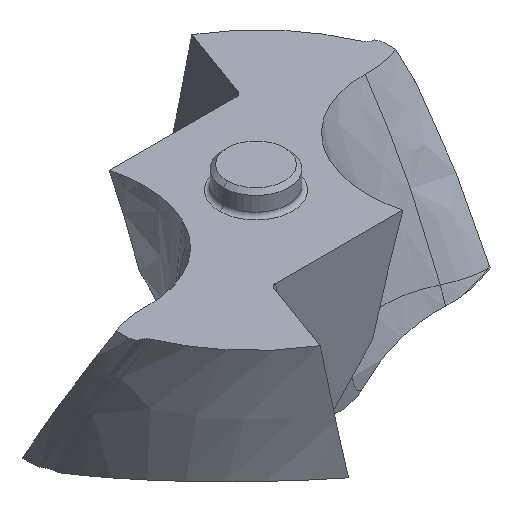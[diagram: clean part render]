
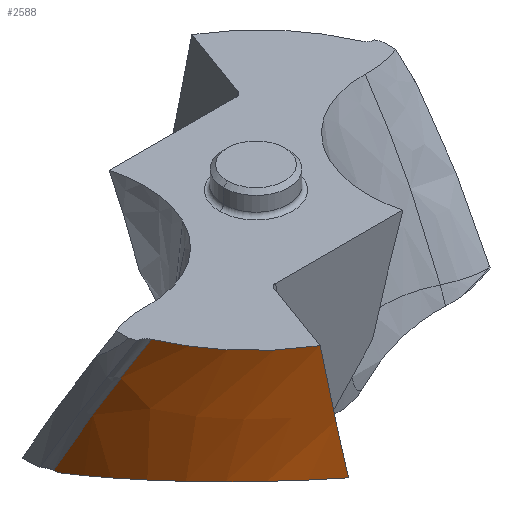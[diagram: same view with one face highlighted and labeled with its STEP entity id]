
A CAD part, isometric view. The second image highlights one B-rep face of the part: STEP entity #2588.
In plain terms, the highlighted free-form (B-spline) face has degree [3, 3] with [10, 5] control points.
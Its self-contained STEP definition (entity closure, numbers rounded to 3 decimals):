
#170=CARTESIAN_POINT('',(-3.906,-6.345,
0.));
#171=CARTESIAN_POINT('',(-4.098,-6.231,
0.));
#172=CARTESIAN_POINT('',(-4.651,-5.866,
0.));
#173=CARTESIAN_POINT('',(-5.485,-5.138,
0.));
#174=CARTESIAN_POINT('',(-6.31,-4.104,
0.));
#175=CARTESIAN_POINT('',(-6.729,-3.328,
0.));
#176=CARTESIAN_POINT('',(-6.902,-2.925,
0.));
#473=CARTESIAN_POINT('',(-7.497,0.204,
-5.587));
#792=CARTESIAN_POINT('',(-3.185,-6.703,
-4.534));
#793=CARTESIAN_POINT('',(-3.376,-6.615,
-4.499));
#794=CARTESIAN_POINT('',(-3.744,-6.424,
-4.439));
#795=CARTESIAN_POINT('',(-4.247,-6.114,
-4.376));
#796=CARTESIAN_POINT('',(-4.744,-5.748,
-4.336));
#797=CARTESIAN_POINT('',(-5.196,-5.356,
-4.324));
#798=CARTESIAN_POINT('',(-5.619,-4.925,
-4.337));
#799=CARTESIAN_POINT('',(-5.999,-4.468,
-4.376));
#800=CARTESIAN_POINT('',(-6.343,-3.979,
-4.44));
#801=CARTESIAN_POINT('',(-6.637,-3.48,
-4.526));
#802=CARTESIAN_POINT('',(-6.901,-2.937,
-4.64));
#803=CARTESIAN_POINT('',(-7.116,-2.379,
-4.778));
#804=CARTESIAN_POINT('',(-7.282,-1.825,
-4.933));
#805=CARTESIAN_POINT('',(-7.409,-1.214,
-5.123));
#806=CARTESIAN_POINT('',(-7.481,-0.638,
-5.32));
#807=CARTESIAN_POINT('',(-7.5,-0.215,
-5.476));
#808=CARTESIAN_POINT('',(-7.5,0.,
-5.56));
#810=CARTESIAN_POINT('',(-7.5,0.,
-5.56));
#811=CARTESIAN_POINT('',(-7.5,0.023,
-5.563));
#812=CARTESIAN_POINT('',(-7.5,0.068,
-5.569));
#813=CARTESIAN_POINT('',(-7.499,0.136,
-5.578));
#814=CARTESIAN_POINT('',(-7.498,0.181,
-5.584));
#815=CARTESIAN_POINT('',(-7.497,0.204,
-5.587));
#817=CARTESIAN_POINT('',(-7.497,0.204,
-5.587));
#818=CARTESIAN_POINT('',(-7.516,-0.407,
-4.491));
#819=CARTESIAN_POINT('',(-7.413,-1.468,
-2.629));
#820=CARTESIAN_POINT('',(-7.078,-2.507,
-0.766));
#821=CARTESIAN_POINT('',(-6.902,-2.925,
0.));
#823=CARTESIAN_POINT('',(-3.906,-6.345,
0.));
#824=CARTESIAN_POINT('',(-3.848,-6.364,
-0.346));
#825=CARTESIAN_POINT('',(-3.738,-6.4,
-1.001));
#826=CARTESIAN_POINT('',(-3.595,-6.454,
-1.866));
#827=CARTESIAN_POINT('',(-3.474,-6.51,
-2.622));
#828=CARTESIAN_POINT('',(-3.367,-6.569,
-3.303));
#829=CARTESIAN_POINT('',(-3.272,-6.633,
-3.937));
#830=CARTESIAN_POINT('',(-3.213,-6.679,
-4.339));
#831=CARTESIAN_POINT('',(-3.185,-6.703,
-4.534));
#983=CARTESIAN_POINT('',(-3.906,-6.345,
0.));
#984=VERTEX_POINT('',#983);
#985=VERTEX_POINT('',#176);
#1016=CARTESIAN_POINT('',(-7.5,0.,
-5.56));
#1017=VERTEX_POINT('',#1016);
#1018=VERTEX_POINT('',#792);
#1033=VERTEX_POINT('',#473);
#2529=CARTESIAN_POINT('',(-3.518,-6.619,
-5.644));
#2530=CARTESIAN_POINT('',(-3.063,-6.765,
-4.529));
#2531=CARTESIAN_POINT('',(-2.148,-7.037,
-2.63));
#2532=CARTESIAN_POINT('',(-0.992,-7.287,
-0.731));
#2533=CARTESIAN_POINT('',(-0.475,-7.38,
0.053));
#2534=CARTESIAN_POINT('',(-3.608,-6.571,
-5.644));
#2535=CARTESIAN_POINT('',(-3.155,-6.725,
-4.529));
#2536=CARTESIAN_POINT('',(-2.243,-7.012,
-2.63));
#2537=CARTESIAN_POINT('',(-1.091,-7.277,
-0.731));
#2538=CARTESIAN_POINT('',(-0.575,-7.375,
0.053));
#2539=CARTESIAN_POINT('',(-4.088,-6.304,
-5.644));
#2540=CARTESIAN_POINT('',(-3.646,-6.504,
-4.529));
#2541=CARTESIAN_POINT('',(-2.754,-6.867,
-2.63));
#2542=CARTESIAN_POINT('',(-1.621,-7.209,
-0.731));
#2543=CARTESIAN_POINT('',(-1.114,-7.339,
0.053));
#2544=CARTESIAN_POINT('',(-4.902,-5.725,
-5.644));
#2545=CARTESIAN_POINT('',(-4.491,-6.004,
-4.529));
#2546=CARTESIAN_POINT('',(-3.65,-6.503,
-2.63));
#2547=CARTESIAN_POINT('',(-2.568,-6.98,
-0.731));
#2548=CARTESIAN_POINT('',(-2.082,-7.166,
0.053));
#2549=CARTESIAN_POINT('',(-5.843,-4.762,
-5.644));
#2550=CARTESIAN_POINT('',(-5.491,-5.14,
-4.529));
#2551=CARTESIAN_POINT('',(-4.749,-5.805,
-2.63));
#2552=CARTESIAN_POINT('',(-3.768,-6.45,
-0.731));
#2553=CARTESIAN_POINT('',(-3.323,-6.705,
0.053));
#2554=CARTESIAN_POINT('',(-6.598,-3.648,
-5.644));
#2555=CARTESIAN_POINT('',(-6.32,-4.111,
-4.529));
#2556=CARTESIAN_POINT('',(-5.707,-4.923,
-2.63));
#2557=CARTESIAN_POINT('',(-4.854,-5.714,
-0.731));
#2558=CARTESIAN_POINT('',(-4.462,-6.03,
0.053));
#2559=CARTESIAN_POINT('',(-7.142,-2.416,
-5.644));
#2560=CARTESIAN_POINT('',(-6.954,-2.951,
-4.529));
#2561=CARTESIAN_POINT('',(-6.493,-3.885,
-2.63));
#2562=CARTESIAN_POINT('',(-5.792,-4.797,
-0.731));
#2563=CARTESIAN_POINT('',(-5.462,-5.163,
0.053));
#2564=CARTESIAN_POINT('',(-7.465,-1.081,
-5.644));
#2565=CARTESIAN_POINT('',(-7.379,-1.671,
-4.529));
#2566=CARTESIAN_POINT('',(-7.093,-2.699,
-2.63));
#2567=CARTESIAN_POINT('',(-6.567,-3.706,
-0.731));
#2568=CARTESIAN_POINT('',(-6.31,-4.111,
0.053));
#2569=CARTESIAN_POINT('',(-7.513,-0.157,
-5.644));
#2570=CARTESIAN_POINT('',(-7.503,-0.771,
-4.529));
#2571=CARTESIAN_POINT('',(-7.344,-1.84,
-2.63));
#2572=CARTESIAN_POINT('',(-6.945,-2.888,
-0.731));
#2573=CARTESIAN_POINT('',(-6.741,-3.309,
0.053));
#2574=CARTESIAN_POINT('',(-7.493,0.317,
-5.644));
#2575=CARTESIAN_POINT('',(-7.522,-0.306,
-4.529));
#2576=CARTESIAN_POINT('',(-7.431,-1.39,
-2.63));
#2577=CARTESIAN_POINT('',(-7.098,-2.452,
-0.731));
#2578=CARTESIAN_POINT('',(-6.922,-2.88,
0.053));
#2579=B_SPLINE_SURFACE_WITH_KNOTS('',3,3,((#2529,#2530,#2531,#2532,#2533),
(#2534,#2535,#2536,#2537,#2538),(#2539,#2540,#2541,#2542,#2543),(#2544,#2545,
#2546,#2547,#2548),(#2549,#2550,#2551,#2552,#2553),(#2554,#2555,#2556,#2557,
#2558),(#2559,#2560,#2561,#2562,#2563),(#2564,#2565,#2566,#2567,#2568),(#2569,
#2570,#2571,#2572,#2573),(#2574,#2575,#2576,#2577,#2578)),.UNSPECIFIED.,.F.,.F.,
.F.,(4,1,1,1,1,1,1,4),(4,1,4),(0.222,0.25,0.375,0.5,0.625,
0.75,0.875,1.008),(0.065,3.927,
6.643),.UNSPECIFIED.);
#2580=ORIENTED_EDGE('',*,*,#1724,.T.);
#2581=ORIENTED_EDGE('',*,*,#1768,.T.);
#2582=ORIENTED_EDGE('',*,*,#2517,.T.);
#2583=ORIENTED_EDGE('',*,*,#1319,.F.);
#2585=ORIENTED_EDGE('',*,*,#2584,.T.);
#2586=EDGE_LOOP('',(#2580,#2581,#2582,#2583,#2585));
#2587=FACE_OUTER_BOUND('',#2586,.F.);
#177=B_SPLINE_CURVE_WITH_KNOTS('',3,(#170,#171,#172,#173,#174,#175,#176),
.UNSPECIFIED.,.F.,.F.,(4,1,1,1,4),(0.,0.145,0.43,
0.715,1.),.UNSPECIFIED.);
#809=B_SPLINE_CURVE_WITH_KNOTS('',3,(#792,#793,#794,#795,#796,#797,#798,#799,
#800,#801,#802,#803,#804,#805,#806,#807,#808),.UNSPECIFIED.,.F.,.F.,(4,1,1,1,1,
1,1,1,1,1,1,1,1,1,4),(0.,0.071,0.143,
0.214,0.286,0.357,0.429,0.5,
0.571,0.643,0.714,0.786,
0.857,0.929,1.),.UNSPECIFIED.);
#816=B_SPLINE_CURVE_WITH_KNOTS('',3,(#810,#811,#812,#813,#814,#815),
.UNSPECIFIED.,.F.,.F.,(4,1,1,4),(0.,0.333,0.667,1.),
.UNSPECIFIED.);
#822=B_SPLINE_CURVE_WITH_KNOTS('',3,(#817,#818,#819,#820,#821),.UNSPECIFIED.,
.F.,.F.,(4,1,4),(0.,0.589,1.),.UNSPECIFIED.);
#832=B_SPLINE_CURVE_WITH_KNOTS('',3,(#823,#824,#825,#826,#827,#828,#829,#830,
#831),.UNSPECIFIED.,.F.,.F.,(4,1,1,1,1,1,4),(0.,0.167,
0.333,0.5,0.667,0.833,1.),
.UNSPECIFIED.);
#1319=EDGE_CURVE('',#984,#985,#177,.T.);
#1724=EDGE_CURVE('',#1018,#1017,#809,.T.);
#1768=EDGE_CURVE('',#1017,#1033,#816,.T.);
#2517=EDGE_CURVE('',#1033,#985,#822,.T.);
#2584=EDGE_CURVE('',#984,#1018,#832,.T.);
#2588=ADVANCED_FACE('',(#2587),#2579,.F.);
